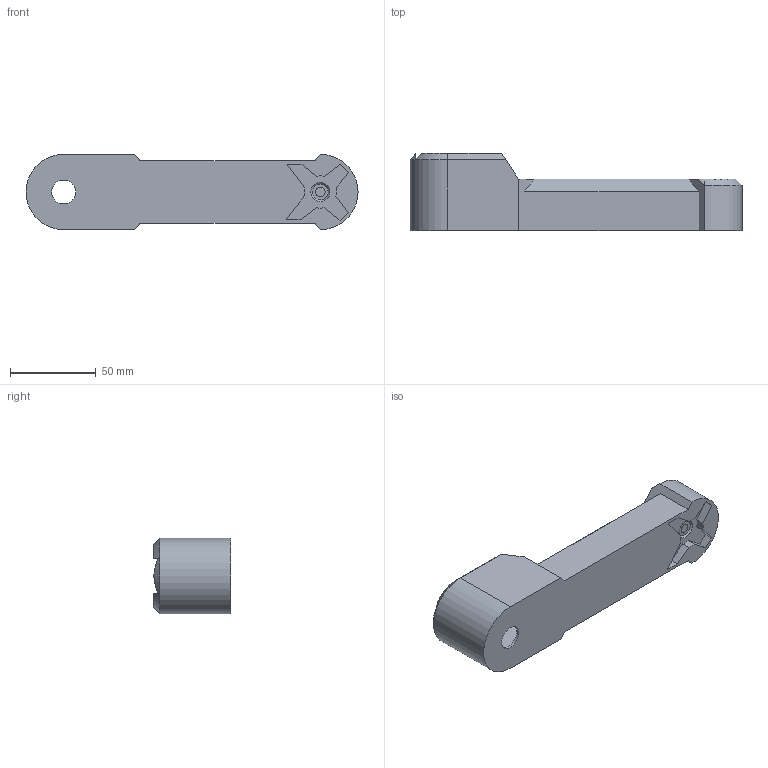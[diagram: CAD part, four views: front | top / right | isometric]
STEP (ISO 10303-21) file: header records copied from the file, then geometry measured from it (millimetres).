
FILE_DESCRIPTION (( 'STEP AP214' ), '1' );
FILE_NAME ('Arm top.STEP', '2024-07-14T21:36:57', ( '' ), ( '' ), 'SwSTEP 2.0', 'SolidWorks 2023', '' );
FILE_SCHEMA (( 'AUTOMOTIVE_DESIGN' ));
Length unit declared in the file: millimetre
Products named in the file (1): Arm top
Bounding box: 194 x 45 x 44 mm (x, y, z)
Volume: 196622.4 mm3; surface area: 35871.8 mm2
Topology: 1 solids, 1 shells, 56 faces, 147 edges, 96 vertices
Faces by surface type: plane 38, cylinder 12, cone 6
Entity records: 1762 total; most frequent: CARTESIAN_POINT 329, ORIENTED_EDGE 294, DIRECTION 289, EDGE_CURVE 147, VECTOR 109, LINE 109, VERTEX_POINT 96, AXIS2_PLACEMENT_3D 90
